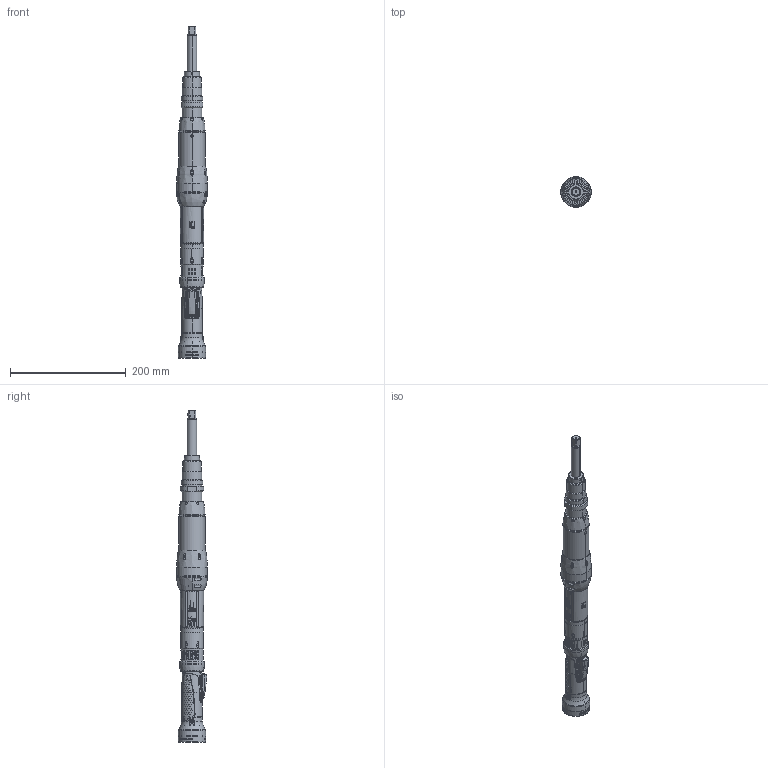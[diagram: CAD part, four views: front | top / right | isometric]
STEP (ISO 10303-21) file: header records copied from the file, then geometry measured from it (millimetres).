
FILE_DESCRIPTION((''),'2;1');
FILE_NAME('EXT_COMP_SW0001','2023-02-13T12:07:40',('INEdipo'),(''),'CREO PARAMETRIC BY PTC INC, 2020281','CREO PARAMETRIC BY PTC INC, 2020281','');
FILE_SCHEMA(('CONFIG_CONTROL_DESIGN'));
Products named in the file (1): EXT_COMP_SW0001
Bounding box: 53 x 53 x 574.53 mm (x, y, z)
Volume: 641464 mm3; surface area: 101689.4 mm2
Topology: 3 solids, 5 shells, 4149 faces, 11292 edges, 7386 vertices
Faces by surface type: plane 1806, bspline 748, extrusion 733, cylinder 621, cone 128, torus 66, sphere 28, revolution 19
Entity records: 205897 total; most frequent: CARTESIAN_POINT 111882, ORIENTED_EDGE 22540, DIRECTION 13974, EDGE_CURVE 11270, VERTEX_POINT 7386, B_SPLINE_CURVE_WITH_KNOTS 5805, VECTOR 5243, EDGE_LOOP 4524
